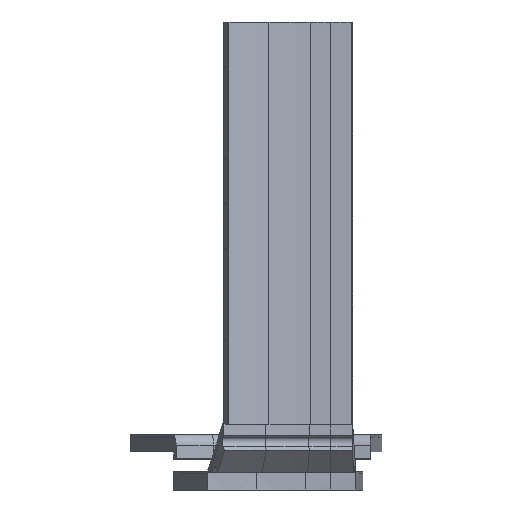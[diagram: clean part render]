
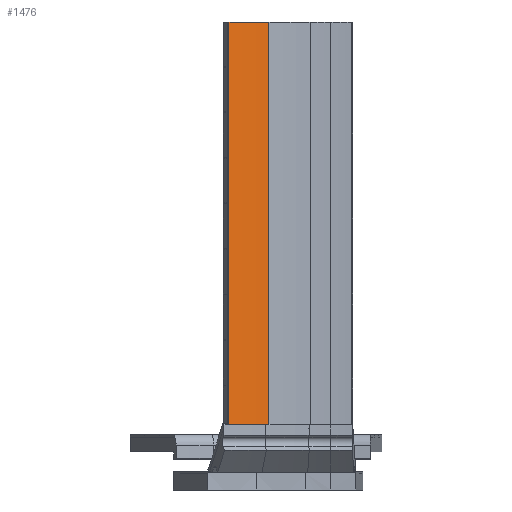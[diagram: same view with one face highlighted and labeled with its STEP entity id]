
A CAD part, left-side view. The second image highlights one B-rep face of the part: STEP entity #1476.
In plain terms, the highlighted cylindrical face has radius 960.628 mm (diameter 1921.26 mm), a partial arc.
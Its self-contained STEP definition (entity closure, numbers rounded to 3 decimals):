
#1092 = VERTEX_POINT('',#1093);
#1093 = CARTESIAN_POINT('',(909.648,308.784,-1.27));
#1100 = PLANE('',#1101);
#1101 = AXIS2_PLACEMENT_3D('',#1102,#1103,#1104);
#1102 = CARTESIAN_POINT('',(960.628,0.,-1.27));
#1103 = DIRECTION('',(0.,0.,-1.));
#1104 = DIRECTION('',(1.,0.,0.));
#1112 = PLANE('',#1113);
#1113 = AXIS2_PLACEMENT_3D('',#1114,#1115,#1116);
#1114 = CARTESIAN_POINT('',(0.,0.,-1500.));
#1115 = DIRECTION('',(0.321,-0.947,0.));
#1116 = DIRECTION('',(0.947,0.321,0.));
#1298 = VERTEX_POINT('',#1299);
#1299 = CARTESIAN_POINT('',(942.17,187.409,-1.27));
#1313 = PLANE('',#1314);
#1314 = AXIS2_PLACEMENT_3D('',#1315,#1316,#1317);
#1315 = CARTESIAN_POINT('',(0.,0.,-1500.));
#1316 = DIRECTION('',(0.195,-0.981,0.));
#1317 = DIRECTION('',(0.981,0.195,0.));
#1325 = EDGE_CURVE('',#1092,#1298,#1326,.T.);
#1326 = SURFACE_CURVE('',#1327,(#1332,#1339),.PCURVE_S1.);
#1327 = CIRCLE('',#1328,960.628);
#1328 = AXIS2_PLACEMENT_3D('',#1329,#1330,#1331);
#1329 = CARTESIAN_POINT('',(0.,0.,-1.27));
#1330 = DIRECTION('',(0.,0.,-1.));
#1331 = DIRECTION('',(-1.,0.,0.));
#1332 = PCURVE('',#1100,#1333);
#1333 = DEFINITIONAL_REPRESENTATION('',(#1334),#1338);
#1334 = CIRCLE('',#1335,960.628);
#1335 = AXIS2_PLACEMENT_2D('',#1336,#1337);
#1336 = CARTESIAN_POINT('',(-960.628,0.));
#1337 = DIRECTION('',(-1.,0.));
#1338 = ( GEOMETRIC_REPRESENTATION_CONTEXT(2) 
PARAMETRIC_REPRESENTATION_CONTEXT() REPRESENTATION_CONTEXT('2D SPACE',''
  ) );
#1339 = PCURVE('',#1340,#1345);
#1340 = CYLINDRICAL_SURFACE('',#1341,960.628);
#1341 = AXIS2_PLACEMENT_3D('',#1342,#1343,#1344);
#1342 = CARTESIAN_POINT('',(0.,0.,0.));
#1343 = DIRECTION('',(0.,0.,1.));
#1344 = DIRECTION('',(-1.,0.,0.));
#1345 = DEFINITIONAL_REPRESENTATION('',(#1346),#1372);
#1346 = B_SPLINE_CURVE_WITH_KNOTS('',3,(#1347,#1348,#1349,#1350,#1351,
    #1352,#1353,#1354,#1355,#1356,#1357,#1358,#1359,#1360,#1361,#1362,
    #1363,#1364,#1365,#1366,#1367,#1368,#1369,#1370,#1371),
  .UNSPECIFIED.,.F.,.F.,(4,1,1,1,1,1,1,1,1,1,1,1,1,1,1,1,1,1,1,1,1,1,4),
  (0.,0.143,0.286,0.428,0.571,
    0.714,0.857,1.,1.142,
    1.285,1.428,1.571,1.714,
    1.856,1.999,2.142,2.285,
    2.428,2.57,2.713,2.856,
    2.999,3.142),.UNSPECIFIED.);
#1347 = CARTESIAN_POINT('',(6.283,-1.27));
#1348 = CARTESIAN_POINT('',(6.236,-1.27));
#1349 = CARTESIAN_POINT('',(6.14,-1.27));
#1350 = CARTESIAN_POINT('',(5.998,-1.27));
#1351 = CARTESIAN_POINT('',(5.855,-1.27));
#1352 = CARTESIAN_POINT('',(5.712,-1.27));
#1353 = CARTESIAN_POINT('',(5.569,-1.27));
#1354 = CARTESIAN_POINT('',(5.426,-1.27));
#1355 = CARTESIAN_POINT('',(5.284,-1.27));
#1356 = CARTESIAN_POINT('',(5.141,-1.27));
#1357 = CARTESIAN_POINT('',(4.998,-1.27));
#1358 = CARTESIAN_POINT('',(4.855,-1.27));
#1359 = CARTESIAN_POINT('',(4.712,-1.27));
#1360 = CARTESIAN_POINT('',(4.57,-1.27));
#1361 = CARTESIAN_POINT('',(4.427,-1.27));
#1362 = CARTESIAN_POINT('',(4.284,-1.27));
#1363 = CARTESIAN_POINT('',(4.141,-1.27));
#1364 = CARTESIAN_POINT('',(3.998,-1.27));
#1365 = CARTESIAN_POINT('',(3.856,-1.27));
#1366 = CARTESIAN_POINT('',(3.713,-1.27));
#1367 = CARTESIAN_POINT('',(3.57,-1.27));
#1368 = CARTESIAN_POINT('',(3.427,-1.27));
#1369 = CARTESIAN_POINT('',(3.284,-1.27));
#1370 = CARTESIAN_POINT('',(3.189,-1.27));
#1371 = CARTESIAN_POINT('',(3.142,-1.27));
#1372 = ( GEOMETRIC_REPRESENTATION_CONTEXT(2) 
PARAMETRIC_REPRESENTATION_CONTEXT() REPRESENTATION_CONTEXT('2D SPACE',''
  ) );
#1401 = EDGE_CURVE('',#1402,#1092,#1404,.T.);
#1402 = VERTEX_POINT('',#1403);
#1403 = CARTESIAN_POINT('',(909.648,308.784,-1220.9)
  );
#1404 = SURFACE_CURVE('',#1405,(#1409,#1416),.PCURVE_S1.);
#1405 = LINE('',#1406,#1407);
#1406 = CARTESIAN_POINT('',(909.648,308.784,0.));
#1407 = VECTOR('',#1408,1.);
#1408 = DIRECTION('',(0.,0.,1.));
#1409 = PCURVE('',#1112,#1410);
#1410 = DEFINITIONAL_REPRESENTATION('',(#1411),#1415);
#1411 = LINE('',#1412,#1413);
#1412 = CARTESIAN_POINT('',(960.628,1500.));
#1413 = VECTOR('',#1414,1.);
#1414 = DIRECTION('',(0.,1.));
#1415 = ( GEOMETRIC_REPRESENTATION_CONTEXT(2) 
PARAMETRIC_REPRESENTATION_CONTEXT() REPRESENTATION_CONTEXT('2D SPACE',''
  ) );
#1416 = PCURVE('',#1340,#1417);
#1417 = DEFINITIONAL_REPRESENTATION('',(#1418),#1421);
#1418 = B_SPLINE_CURVE_WITH_KNOTS('',1,(#1419,#1420),.UNSPECIFIED.,.F.,
  .F.,(2,2),(-1220.9,-1.27),.PIECEWISE_BEZIER_KNOTS.);
#1419 = CARTESIAN_POINT('',(3.469,-1220.9));
#1420 = CARTESIAN_POINT('',(3.469,-1.27));
#1421 = ( GEOMETRIC_REPRESENTATION_CONTEXT(2) 
PARAMETRIC_REPRESENTATION_CONTEXT() REPRESENTATION_CONTEXT('2D SPACE',''
  ) );
#1439 = PLANE('',#1440);
#1440 = AXIS2_PLACEMENT_3D('',#1441,#1442,#1443);
#1441 = CARTESIAN_POINT('',(1009.663,0.,-1220.9));
#1442 = DIRECTION('',(0.,0.,1.));
#1443 = DIRECTION('',(-1.,0.,0.));
#1476 = ADVANCED_FACE('',(#1477),#1340,.F.);
#1477 = FACE_BOUND('',#1478,.F.);
#1478 = EDGE_LOOP('',(#1479,#1501,#1545,#1546));
#1479 = ORIENTED_EDGE('',*,*,#1480,.F.);
#1480 = EDGE_CURVE('',#1481,#1298,#1483,.T.);
#1481 = VERTEX_POINT('',#1482);
#1482 = CARTESIAN_POINT('',(942.17,187.409,-1220.9)
  );
#1483 = SURFACE_CURVE('',#1484,(#1488,#1494),.PCURVE_S1.);
#1484 = LINE('',#1485,#1486);
#1485 = CARTESIAN_POINT('',(942.17,187.409,0.));
#1486 = VECTOR('',#1487,1.);
#1487 = DIRECTION('',(0.,0.,1.));
#1488 = PCURVE('',#1340,#1489);
#1489 = DEFINITIONAL_REPRESENTATION('',(#1490),#1493);
#1490 = B_SPLINE_CURVE_WITH_KNOTS('',1,(#1491,#1492),.UNSPECIFIED.,.F.,
  .F.,(2,2),(-1220.9,-1.27),.PIECEWISE_BEZIER_KNOTS.);
#1491 = CARTESIAN_POINT('',(3.338,-1220.9));
#1492 = CARTESIAN_POINT('',(3.338,-1.27));
#1493 = ( GEOMETRIC_REPRESENTATION_CONTEXT(2) 
PARAMETRIC_REPRESENTATION_CONTEXT() REPRESENTATION_CONTEXT('2D SPACE',''
  ) );
#1494 = PCURVE('',#1313,#1495);
#1495 = DEFINITIONAL_REPRESENTATION('',(#1496),#1500);
#1496 = LINE('',#1497,#1498);
#1497 = CARTESIAN_POINT('',(960.628,1500.));
#1498 = VECTOR('',#1499,1.);
#1499 = DIRECTION('',(0.,1.));
#1500 = ( GEOMETRIC_REPRESENTATION_CONTEXT(2) 
PARAMETRIC_REPRESENTATION_CONTEXT() REPRESENTATION_CONTEXT('2D SPACE',''
  ) );
#1501 = ORIENTED_EDGE('',*,*,#1502,.T.);
#1502 = EDGE_CURVE('',#1481,#1402,#1503,.T.);
#1503 = SURFACE_CURVE('',#1504,(#1509,#1538),.PCURVE_S1.);
#1504 = CIRCLE('',#1505,960.628);
#1505 = AXIS2_PLACEMENT_3D('',#1506,#1507,#1508);
#1506 = CARTESIAN_POINT('',(0.,0.,-1220.9));
#1507 = DIRECTION('',(0.,0.,1.));
#1508 = DIRECTION('',(1.,0.,-0.));
#1509 = PCURVE('',#1340,#1510);
#1510 = DEFINITIONAL_REPRESENTATION('',(#1511),#1537);
#1511 = B_SPLINE_CURVE_WITH_KNOTS('',3,(#1512,#1513,#1514,#1515,#1516,
    #1517,#1518,#1519,#1520,#1521,#1522,#1523,#1524,#1525,#1526,#1527,
    #1528,#1529,#1530,#1531,#1532,#1533,#1534,#1535,#1536),
  .UNSPECIFIED.,.F.,.F.,(4,1,1,1,1,1,1,1,1,1,1,1,1,1,1,1,1,1,1,1,1,1,4),
  (0.,0.143,0.286,0.428,0.571,
    0.714,0.857,1.,1.142,
    1.285,1.428,1.571,1.714,
    1.856,1.999,2.142,2.285,
    2.428,2.57,2.713,2.856,
    2.999,3.142),.UNSPECIFIED.);
#1512 = CARTESIAN_POINT('',(3.142,-1220.9));
#1513 = CARTESIAN_POINT('',(3.189,-1220.9));
#1514 = CARTESIAN_POINT('',(3.284,-1220.9));
#1515 = CARTESIAN_POINT('',(3.427,-1220.9));
#1516 = CARTESIAN_POINT('',(3.57,-1220.9));
#1517 = CARTESIAN_POINT('',(3.713,-1220.9));
#1518 = CARTESIAN_POINT('',(3.856,-1220.9));
#1519 = CARTESIAN_POINT('',(3.998,-1220.9));
#1520 = CARTESIAN_POINT('',(4.141,-1220.9));
#1521 = CARTESIAN_POINT('',(4.284,-1220.9));
#1522 = CARTESIAN_POINT('',(4.427,-1220.9));
#1523 = CARTESIAN_POINT('',(4.57,-1220.9));
#1524 = CARTESIAN_POINT('',(4.712,-1220.9));
#1525 = CARTESIAN_POINT('',(4.855,-1220.9));
#1526 = CARTESIAN_POINT('',(4.998,-1220.9));
#1527 = CARTESIAN_POINT('',(5.141,-1220.9));
#1528 = CARTESIAN_POINT('',(5.284,-1220.9));
#1529 = CARTESIAN_POINT('',(5.426,-1220.9));
#1530 = CARTESIAN_POINT('',(5.569,-1220.9));
#1531 = CARTESIAN_POINT('',(5.712,-1220.9));
#1532 = CARTESIAN_POINT('',(5.855,-1220.9));
#1533 = CARTESIAN_POINT('',(5.998,-1220.9));
#1534 = CARTESIAN_POINT('',(6.14,-1220.9));
#1535 = CARTESIAN_POINT('',(6.236,-1220.9));
#1536 = CARTESIAN_POINT('',(6.283,-1220.9));
#1537 = ( GEOMETRIC_REPRESENTATION_CONTEXT(2) 
PARAMETRIC_REPRESENTATION_CONTEXT() REPRESENTATION_CONTEXT('2D SPACE',''
  ) );
#1538 = PCURVE('',#1439,#1539);
#1539 = DEFINITIONAL_REPRESENTATION('',(#1540),#1544);
#1540 = CIRCLE('',#1541,960.628);
#1541 = AXIS2_PLACEMENT_2D('',#1542,#1543);
#1542 = CARTESIAN_POINT('',(1009.663,0.));
#1543 = DIRECTION('',(-1.,0.));
#1544 = ( GEOMETRIC_REPRESENTATION_CONTEXT(2) 
PARAMETRIC_REPRESENTATION_CONTEXT() REPRESENTATION_CONTEXT('2D SPACE',''
  ) );
#1545 = ORIENTED_EDGE('',*,*,#1401,.T.);
#1546 = ORIENTED_EDGE('',*,*,#1325,.T.);
